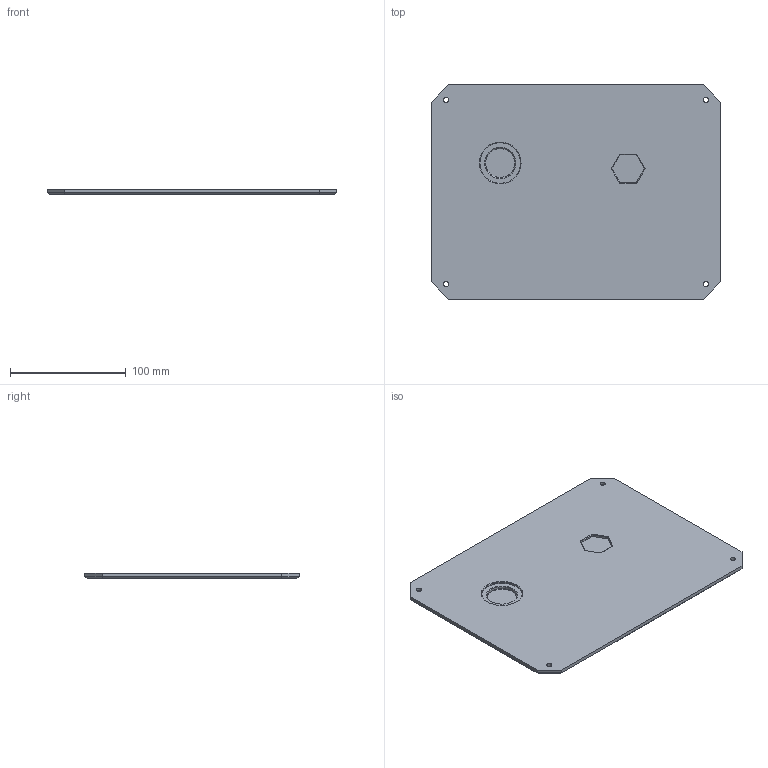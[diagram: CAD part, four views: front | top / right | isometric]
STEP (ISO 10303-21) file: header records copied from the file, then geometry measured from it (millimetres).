
FILE_DESCRIPTION(/* description */ (''),/* implementation_level */ '2;1');
FILE_NAME(/* name */ 'OSM-Mini - Bottom Plate.step',/* time_stamp */ '2024-06-09T10:07:32-04:00',/* author */ (''),/* organization */ (''),/* preprocessor_version */ 'ST-DEVELOPER v20',/* originating_system */ 'Autodesk Translation Framework v13.14.0.145',/* authorisation */ '');
FILE_SCHEMA (('AUTOMOTIVE_DESIGN { 1 0 10303 214 3 1 1 }'));
Length unit declared in the file: millimetre
Products named in the file (1): Neogeo
Bounding box: 250 x 185 x 5 mm (x, y, z)
Volume: 222664.8 mm3; surface area: 95377.7 mm2
Topology: 1 solids, 1 shells, 46 faces, 106 edges, 65 vertices
Faces by surface type: plane 33, cone 7, cylinder 6
Full cylindrical faces by diameter (mm): 4.5 x4, 26 x1, 35 x1
Entity records: 1315 total; most frequent: DIRECTION 223, CARTESIAN_POINT 218, ORIENTED_EDGE 212, EDGE_CURVE 106, LINE 83, VECTOR 83, AXIS2_PLACEMENT_3D 70, VERTEX_POINT 65
